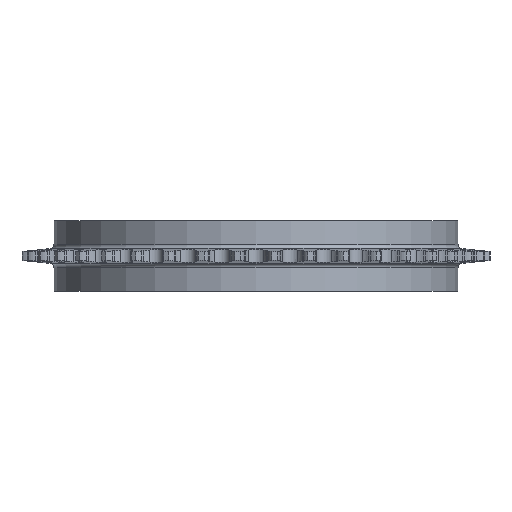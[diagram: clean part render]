
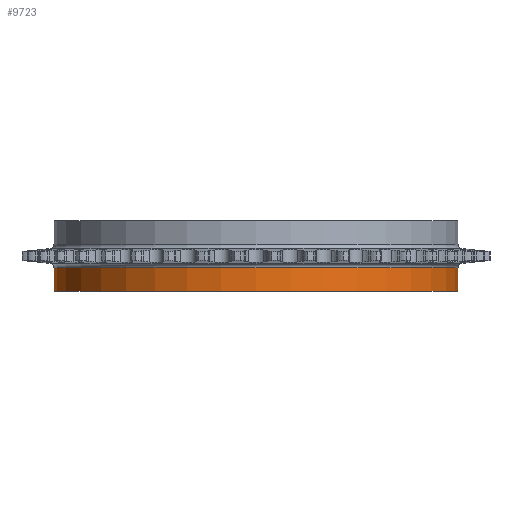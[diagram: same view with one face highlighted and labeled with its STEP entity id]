
A CAD part, front view. The second image highlights one B-rep face of the part: STEP entity #9723.
In plain terms, the highlighted cylindrical face has radius 36.276 mm (diameter 72.552 mm), a partial arc.
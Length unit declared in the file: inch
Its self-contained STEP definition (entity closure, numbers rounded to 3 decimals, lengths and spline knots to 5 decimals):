
#1006 = VECTOR ( 'NONE', #1208, 39.37008 ) ;
#1208 = DIRECTION ( 'NONE',  ( 0., 0., -1. ) ) ;
#1443 = AXIS2_PLACEMENT_3D ( 'NONE', #19602, #28849, #12824 ) ;
#2089 = CYLINDRICAL_SURFACE ( 'NONE', #1443, 1.42819 ) ;
#5209 = CARTESIAN_POINT ( 'NONE',  ( 0., 0., -0.25 ) ) ;
#5213 = CARTESIAN_POINT ( 'NONE',  ( 0., 0., -0.08337 ) ) ;
#6611 = ORIENTED_EDGE ( 'NONE', *, *, #11110, .T. ) ;
#7060 = CARTESIAN_POINT ( 'NONE',  ( 1.42819, 0., -0.08337 ) ) ;
#7243 = EDGE_LOOP ( 'NONE', ( #12749, #6611, #21772, #11655 ) ) ;
#7563 = CARTESIAN_POINT ( 'NONE',  ( 1.42819, 0., 0.25 ) ) ;
#8266 = CARTESIAN_POINT ( 'NONE',  ( -1.42819, 0., 0.25 ) ) ;
#9723 = ADVANCED_FACE ( 'NONE', ( #17522 ), #2089, .T. ) ;
#11110 = EDGE_CURVE ( 'NONE', #20484, #22879, #11774, .T. ) ;
#11357 = VERTEX_POINT ( 'NONE', #23544 ) ;
#11655 = ORIENTED_EDGE ( 'NONE', *, *, #29096, .T. ) ;
#11774 = CIRCLE ( 'NONE', #13635, 1.42819 ) ;
#12749 = ORIENTED_EDGE ( 'NONE', *, *, #22691, .F. ) ;
#12824 = DIRECTION ( 'NONE',  ( -1., 0., 0. ) ) ;
#13346 = VECTOR ( 'NONE', #15959, 39.37008 ) ;
#13635 = AXIS2_PLACEMENT_3D ( 'NONE', #5213, #14171, #20960 ) ;
#13922 = CIRCLE ( 'NONE', #28948, 1.42819 ) ;
#14168 = DIRECTION ( 'NONE',  ( 0., 0., 1. ) ) ;
#14171 = DIRECTION ( 'NONE',  ( 0., 0., -1. ) ) ;
#15959 = DIRECTION ( 'NONE',  ( 0., 0., -1. ) ) ;
#17522 = FACE_OUTER_BOUND ( 'NONE', #7243, .T. ) ;
#19017 = VERTEX_POINT ( 'NONE', #24749 ) ;
#19602 = CARTESIAN_POINT ( 'NONE',  ( 0., 0., 0.25 ) ) ;
#20484 = VERTEX_POINT ( 'NONE', #7060 ) ;
#20960 = DIRECTION ( 'NONE',  ( -1., 0., 0. ) ) ;
#21075 = LINE ( 'NONE', #8266, #1006 ) ;
#21772 = ORIENTED_EDGE ( 'NONE', *, *, #23250, .T. ) ;
#22691 = EDGE_CURVE ( 'NONE', #20484, #19017, #23307, .T. ) ;
#22879 = VERTEX_POINT ( 'NONE', #26381 ) ;
#22998 = DIRECTION ( 'NONE',  ( 1., 0., 0. ) ) ;
#23250 = EDGE_CURVE ( 'NONE', #22879, #11357, #21075, .T. ) ;
#23307 = LINE ( 'NONE', #7563, #13346 ) ;
#23544 = CARTESIAN_POINT ( 'NONE',  ( -1.42819, 0., -0.25 ) ) ;
#24749 = CARTESIAN_POINT ( 'NONE',  ( 1.42819, 0., -0.25 ) ) ;
#26381 = CARTESIAN_POINT ( 'NONE',  ( -1.42819, 0., -0.08337 ) ) ;
#28849 = DIRECTION ( 'NONE',  ( 0., 0., -1. ) ) ;
#28948 = AXIS2_PLACEMENT_3D ( 'NONE', #5209, #14168, #22998 ) ;
#29096 = EDGE_CURVE ( 'NONE', #11357, #19017, #13922, .T. ) ;
